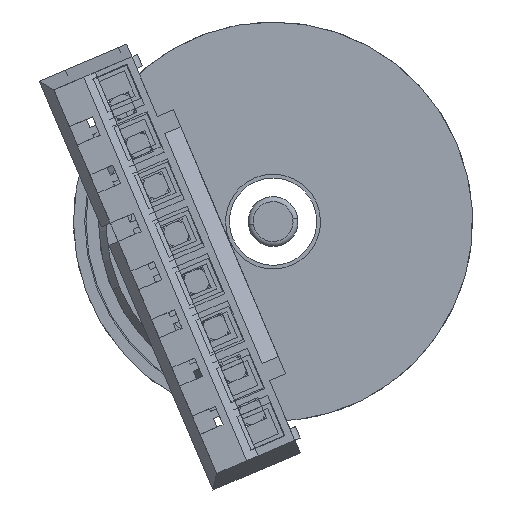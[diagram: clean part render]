
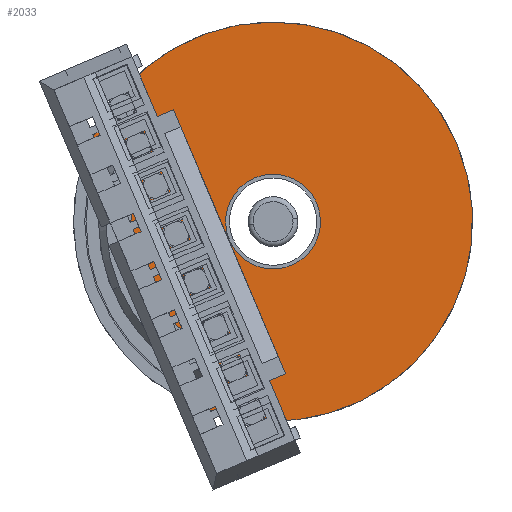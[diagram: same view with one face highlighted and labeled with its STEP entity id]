
A CAD part, front view. The second image highlights one B-rep face of the part: STEP entity #2033.
In plain terms, the highlighted planar face has unit normal (0, -1, 0).
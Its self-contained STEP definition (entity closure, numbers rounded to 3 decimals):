
#276 = ORIENTED_EDGE ( 'NONE', *, *, #18831, .F. ) ;
#345 = EDGE_LOOP ( 'NONE', ( #6230, #17070 ) ) ;
#592 = CARTESIAN_POINT ( 'NONE',  ( -4.37, 0., 4.37 ) ) ;
#747 = CARTESIAN_POINT ( 'NONE',  ( 0., 0., 0. ) ) ;
#792 = AXIS2_PLACEMENT_3D ( 'NONE', #1039, #11322, #2519 ) ;
#1039 = CARTESIAN_POINT ( 'NONE',  ( 0., 0., 0. ) ) ;
#1459 = VERTEX_POINT ( 'NONE', #8770 ) ;
#1955 = VERTEX_POINT ( 'NONE', #6909 ) ;
#2029 = CARTESIAN_POINT ( 'NONE',  ( 5.657, 0., 5.657 ) ) ;
#2033 = ADVANCED_FACE ( 'NONE', ( #15353, #3589 ), #7050, .T. ) ;
#2235 = DIRECTION ( 'NONE',  ( 0., 0., -1. ) ) ;
#2519 = DIRECTION ( 'NONE',  ( 0., 0., -1. ) ) ;
#2799 = EDGE_CURVE ( 'NONE', #15143, #4355, #4487, .T. ) ;
#2918 = EDGE_CURVE ( 'NONE', #14056, #8641, #17419, .T. ) ;
#3020 = VERTEX_POINT ( 'NONE', #3439 ) ;
#3280 = CARTESIAN_POINT ( 'NONE',  ( 4.016, 0., 4.723 ) ) ;
#3439 = CARTESIAN_POINT ( 'NONE',  ( -3.692, 0., 4.342 ) ) ;
#3453 = AXIS2_PLACEMENT_3D ( 'NONE', #8787, #19101, #10279 ) ;
#3479 = AXIS2_PLACEMENT_3D ( 'NONE', #6181, #16500, #7646 ) ;
#3589 = FACE_BOUND ( 'NONE', #345, .T. ) ;
#4130 = DIRECTION ( 'NONE',  ( 0., -1., 0. ) ) ;
#4192 = EDGE_CURVE ( 'NONE', #15080, #12759, #11149, .T. ) ;
#4355 = VERTEX_POINT ( 'NONE', #15016 ) ;
#4487 = CIRCLE ( 'NONE', #5305, 1.9 ) ;
#4515 = EDGE_CURVE ( 'NONE', #4355, #15143, #4663, .T. ) ;
#4663 = CIRCLE ( 'NONE', #8024, 1.9 ) ;
#4706 = EDGE_CURVE ( 'NONE', #18494, #1955, #10209, .T. ) ;
#4742 = CARTESIAN_POINT ( 'NONE',  ( 4.016, 0., 4.723 ) ) ;
#4767 = DIRECTION ( 'NONE',  ( 0., 0., -1. ) ) ;
#4874 = VECTOR ( 'NONE', #7055, 1000. ) ;
#4952 = VECTOR ( 'NONE', #12326, 1000. ) ;
#5305 = AXIS2_PLACEMENT_3D ( 'NONE', #14793, #5978, #16296 ) ;
#5555 = CARTESIAN_POINT ( 'NONE',  ( 1.9, 0., 0. ) ) ;
#5713 = ORIENTED_EDGE ( 'NONE', *, *, #6559, .T. ) ;
#5978 = DIRECTION ( 'NONE',  ( 0., -1., 0. ) ) ;
#6181 = CARTESIAN_POINT ( 'NONE',  ( 0., 0., 0. ) ) ;
#6221 = DIRECTION ( 'NONE',  ( 0., 0., -1. ) ) ;
#6230 = ORIENTED_EDGE ( 'NONE', *, *, #4515, .F. ) ;
#6441 = CARTESIAN_POINT ( 'NONE',  ( -4.016, 0., 4.223 ) ) ;
#6515 = CARTESIAN_POINT ( 'NONE',  ( -4.016, 0., 4.723 ) ) ;
#6559 = EDGE_CURVE ( 'NONE', #1955, #11008, #13804, .T. ) ;
#6909 = CARTESIAN_POINT ( 'NONE',  ( 0., 0., -8. ) ) ;
#7050 = PLANE ( 'NONE',  #14290 ) ;
#7055 = DIRECTION ( 'NONE',  ( 0.707, 0., 0.707 ) ) ;
#7277 = CIRCLE ( 'NONE', #10512, 0.5 ) ;
#7646 = DIRECTION ( 'NONE',  ( 0., 0., -1. ) ) ;
#7991 = DIRECTION ( 'NONE',  ( 0., 0., 1. ) ) ;
#8024 = AXIS2_PLACEMENT_3D ( 'NONE', #747, #11031, #2235 ) ;
#8117 = DIRECTION ( 'NONE',  ( 0., 1., 0. ) ) ;
#8209 = CIRCLE ( 'NONE', #13175, 0.5 ) ;
#8641 = VERTEX_POINT ( 'NONE', #12951 ) ;
#8648 = ORIENTED_EDGE ( 'NONE', *, *, #11618, .F. ) ;
#8770 = CARTESIAN_POINT ( 'NONE',  ( 3.692, 0., 4.342 ) ) ;
#8787 = CARTESIAN_POINT ( 'NONE',  ( -4.016, 0., 4.723 ) ) ;
#8794 = ORIENTED_EDGE ( 'NONE', *, *, #13866, .F. ) ;
#9271 = LINE ( 'NONE', #14387, #4874 ) ;
#9873 = ORIENTED_EDGE ( 'NONE', *, *, #18382, .F. ) ;
#9906 = CARTESIAN_POINT ( 'NONE',  ( 0., 0., 1.9 ) ) ;
#10209 = CIRCLE ( 'NONE', #792, 8. ) ;
#10279 = DIRECTION ( 'NONE',  ( 0., 0., 1. ) ) ;
#10512 = AXIS2_PLACEMENT_3D ( 'NONE', #6515, #16837, #7991 ) ;
#11008 = VERTEX_POINT ( 'NONE', #2029 ) ;
#11031 = DIRECTION ( 'NONE',  ( 0., -1., 0. ) ) ;
#11149 = CIRCLE ( 'NONE', #3453, 0.5 ) ;
#11246 = AXIS2_PLACEMENT_3D ( 'NONE', #4742, #15044, #6221 ) ;
#11322 = DIRECTION ( 'NONE',  ( 0., -1., 0. ) ) ;
#11618 = EDGE_CURVE ( 'NONE', #18494, #15080, #16281, .T. ) ;
#12326 = DIRECTION ( 'NONE',  ( 0.707, 0., -0.707 ) ) ;
#12445 = AXIS2_PLACEMENT_3D ( 'NONE', #16986, #8117, #18444 ) ;
#12759 = VERTEX_POINT ( 'NONE', #6441 ) ;
#12951 = CARTESIAN_POINT ( 'NONE',  ( 4.37, 0., 4.37 ) ) ;
#13175 = AXIS2_PLACEMENT_3D ( 'NONE', #3280, #13555, #4767 ) ;
#13555 = DIRECTION ( 'NONE',  ( 0., -1., 0. ) ) ;
#13804 = CIRCLE ( 'NONE', #3479, 8. ) ;
#13866 = EDGE_CURVE ( 'NONE', #8641, #11008, #9271, .T. ) ;
#14056 = VERTEX_POINT ( 'NONE', #14835 ) ;
#14091 = EDGE_LOOP ( 'NONE', ( #8794, #18241, #9873, #14633, #276, #14404, #8648, #15302, #5713 ) ) ;
#14159 = CIRCLE ( 'NONE', #12445, 5.7 ) ;
#14290 = AXIS2_PLACEMENT_3D ( 'NONE', #5555, #4130, #14434 ) ;
#14387 = CARTESIAN_POINT ( 'NONE',  ( 4.37, 0., 4.37 ) ) ;
#14404 = ORIENTED_EDGE ( 'NONE', *, *, #4192, .F. ) ;
#14434 = DIRECTION ( 'NONE',  ( 0., 0., -1. ) ) ;
#14633 = ORIENTED_EDGE ( 'NONE', *, *, #18882, .F. ) ;
#14793 = CARTESIAN_POINT ( 'NONE',  ( 0., 0., 0. ) ) ;
#14835 = CARTESIAN_POINT ( 'NONE',  ( 4.016, 0., 4.223 ) ) ;
#15016 = CARTESIAN_POINT ( 'NONE',  ( 0., 0., -1.9 ) ) ;
#15044 = DIRECTION ( 'NONE',  ( 0., -1., 0. ) ) ;
#15080 = VERTEX_POINT ( 'NONE', #15652 ) ;
#15143 = VERTEX_POINT ( 'NONE', #9906 ) ;
#15302 = ORIENTED_EDGE ( 'NONE', *, *, #4706, .T. ) ;
#15353 = FACE_OUTER_BOUND ( 'NONE', #14091, .T. ) ;
#15652 = CARTESIAN_POINT ( 'NONE',  ( -4.37, 0., 4.37 ) ) ;
#16281 = LINE ( 'NONE', #592, #4952 ) ;
#16296 = DIRECTION ( 'NONE',  ( 0., 0., -1. ) ) ;
#16500 = DIRECTION ( 'NONE',  ( 0., -1., 0. ) ) ;
#16762 = CARTESIAN_POINT ( 'NONE',  ( -5.657, 0., 5.657 ) ) ;
#16837 = DIRECTION ( 'NONE',  ( 0., -1., 0. ) ) ;
#16986 = CARTESIAN_POINT ( 'NONE',  ( 0., 0., 0. ) ) ;
#17070 = ORIENTED_EDGE ( 'NONE', *, *, #2799, .F. ) ;
#17419 = CIRCLE ( 'NONE', #11246, 0.5 ) ;
#18241 = ORIENTED_EDGE ( 'NONE', *, *, #2918, .F. ) ;
#18382 = EDGE_CURVE ( 'NONE', #1459, #14056, #8209, .T. ) ;
#18444 = DIRECTION ( 'NONE',  ( 0., 0., -1. ) ) ;
#18494 = VERTEX_POINT ( 'NONE', #16762 ) ;
#18831 = EDGE_CURVE ( 'NONE', #12759, #3020, #7277, .T. ) ;
#18882 = EDGE_CURVE ( 'NONE', #3020, #1459, #14159, .T. ) ;
#19101 = DIRECTION ( 'NONE',  ( 0., -1., 0. ) ) ;
